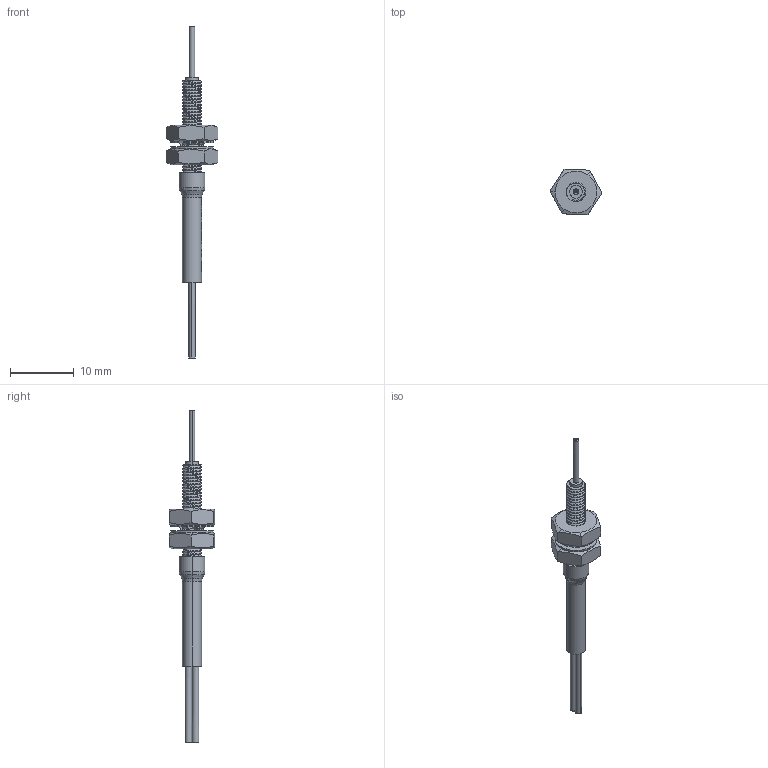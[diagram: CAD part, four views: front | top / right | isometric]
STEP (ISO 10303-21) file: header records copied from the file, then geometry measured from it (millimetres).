
FILE_DESCRIPTION (( 'STEP AP214' ), '1' );
FILE_NAME ('FOACAMPDE32_3D.STEP', '2022-02-02T22:15:20', ( '' ), ( '' ), 'SwSTEP 2.0', 'SolidWorks 2021', '' );
FILE_SCHEMA (( 'AUTOMOTIVE_DESIGN' ));
Length unit declared in the file: inch
Products named in the file (1): FOACAMPDE32_3D
Bounding box: 8.08 x 7.15 x 52.01 mm (x, y, z)
Volume: 402 mm3; surface area: 1050.2 mm2
Topology: 6 solids, 6 shells, 434 faces, 1192 edges, 784 vertices
Faces by surface type: plane 252, cylinder 131, bspline 37, cone 14
Entity records: 18687 total; most frequent: CARTESIAN_POINT 8254, ORIENTED_EDGE 2384, DIRECTION 1894, EDGE_CURVE 1192, VERTEX_POINT 784, VECTOR 694, LINE 694, AXIS2_PLACEMENT_3D 600
